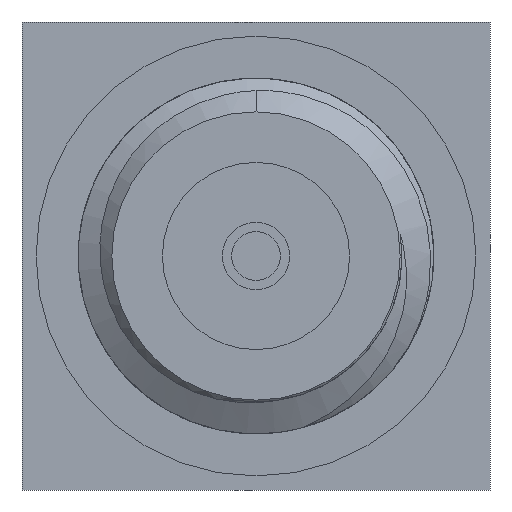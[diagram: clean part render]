
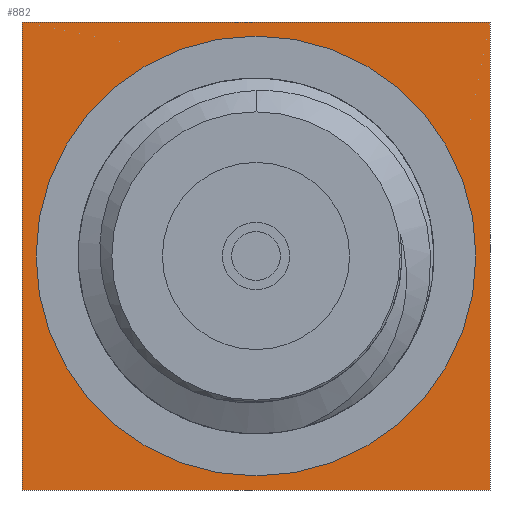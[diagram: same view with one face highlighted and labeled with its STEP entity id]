
A CAD part, left-side view. The second image highlights one B-rep face of the part: STEP entity #882.
In plain terms, the highlighted planar face has unit normal (-1, 0, 0).
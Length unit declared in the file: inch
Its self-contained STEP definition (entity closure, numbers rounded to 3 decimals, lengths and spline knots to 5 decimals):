
#17 = ORIENTED_EDGE ( 'NONE', *, *, #3016, .F. ) ;
#93 = EDGE_CURVE ( 'NONE', #418, #2248, #533, .T. ) ;
#145 = DIRECTION ( 'NONE',  ( 0., 0., 1. ) ) ;
#154 = EDGE_CURVE ( 'NONE', #2248, #2816, #2959, .T. ) ;
#237 = CARTESIAN_POINT ( 'NONE',  ( -0.066, -0.125, -0.125 ) ) ;
#300 = VECTOR ( 'NONE', #899, 39.37008 ) ;
#371 = CARTESIAN_POINT ( 'NONE',  ( -0.066, -0.125, -0.125 ) ) ;
#379 = DIRECTION ( 'NONE',  ( 1., 0., 0. ) ) ;
#418 = VERTEX_POINT ( 'NONE', #2209 ) ;
#512 = EDGE_CURVE ( 'NONE', #1867, #1867, #3192, .T. ) ;
#533 = LINE ( 'NONE', #3213, #2345 ) ;
#550 = ORIENTED_EDGE ( 'NONE', *, *, #93, .F. ) ;
#587 = ORIENTED_EDGE ( 'NONE', *, *, #154, .F. ) ;
#770 = ORIENTED_EDGE ( 'NONE', *, *, #512, .T. ) ;
#882 = ADVANCED_FACE ( 'NONE', ( #3427, #2073 ), #1816, .T. ) ;
#899 = DIRECTION ( 'NONE',  ( 0., -1., 0. ) ) ;
#921 = LINE ( 'NONE', #2528, #300 ) ;
#984 = CARTESIAN_POINT ( 'NONE',  ( -0.066, 0., 0. ) ) ;
#1051 = CARTESIAN_POINT ( 'NONE',  ( -0.066, 0., 0.1 ) ) ;
#1296 = DIRECTION ( 'NONE',  ( -1., 0., 0. ) ) ;
#1523 = CARTESIAN_POINT ( 'NONE',  ( -0.066, 0.125, 0.125 ) ) ;
#1574 = EDGE_CURVE ( 'NONE', #2816, #3161, #2585, .T. ) ;
#1617 = DIRECTION ( 'NONE',  ( 0., 0., -1. ) ) ;
#1816 = PLANE ( 'NONE',  #2005 ) ;
#1867 = VERTEX_POINT ( 'NONE', #1051 ) ;
#1895 = VECTOR ( 'NONE', #145, 39.37008 ) ;
#2005 = AXIS2_PLACEMENT_3D ( 'NONE', #984, #1296, #2687 ) ;
#2073 = FACE_OUTER_BOUND ( 'NONE', #3178, .T. ) ;
#2196 = EDGE_LOOP ( 'NONE', ( #770 ) ) ;
#2209 = CARTESIAN_POINT ( 'NONE',  ( -0.066, -0.125, 0.125 ) ) ;
#2248 = VERTEX_POINT ( 'NONE', #371 ) ;
#2345 = VECTOR ( 'NONE', #1617, 39.37008 ) ;
#2528 = CARTESIAN_POINT ( 'NONE',  ( -0.066, -0.125, 0.125 ) ) ;
#2585 = LINE ( 'NONE', #1523, #1895 ) ;
#2687 = DIRECTION ( 'NONE',  ( 0., 0., 1. ) ) ;
#2731 = AXIS2_PLACEMENT_3D ( 'NONE', #3060, #379, #2759 ) ;
#2759 = DIRECTION ( 'NONE',  ( 0., 0., 1. ) ) ;
#2816 = VERTEX_POINT ( 'NONE', #3148 ) ;
#2959 = LINE ( 'NONE', #237, #3482 ) ;
#3009 = CARTESIAN_POINT ( 'NONE',  ( -0.066, 0.125, 0.125 ) ) ;
#3016 = EDGE_CURVE ( 'NONE', #3161, #418, #921, .T. ) ;
#3060 = CARTESIAN_POINT ( 'NONE',  ( -0.066, 0., 0. ) ) ;
#3148 = CARTESIAN_POINT ( 'NONE',  ( -0.066, 0.125, -0.125 ) ) ;
#3161 = VERTEX_POINT ( 'NONE', #3009 ) ;
#3178 = EDGE_LOOP ( 'NONE', ( #587, #550, #17, #3375 ) ) ;
#3192 = CIRCLE ( 'NONE', #2731, 0.1 ) ;
#3213 = CARTESIAN_POINT ( 'NONE',  ( -0.066, -0.125, 0.125 ) ) ;
#3241 = DIRECTION ( 'NONE',  ( 0., 1., 0. ) ) ;
#3375 = ORIENTED_EDGE ( 'NONE', *, *, #1574, .F. ) ;
#3427 = FACE_BOUND ( 'NONE', #2196, .T. ) ;
#3482 = VECTOR ( 'NONE', #3241, 39.37008 ) ;
